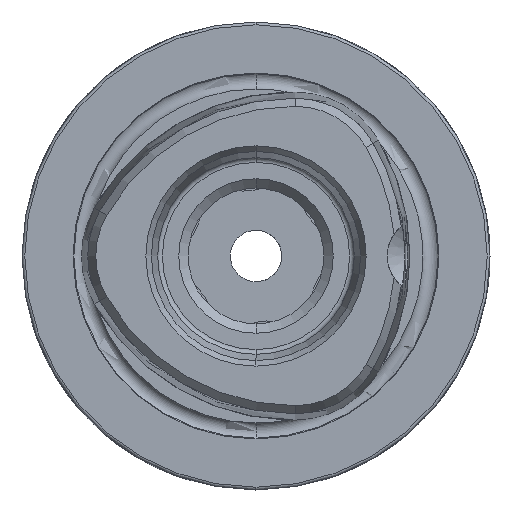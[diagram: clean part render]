
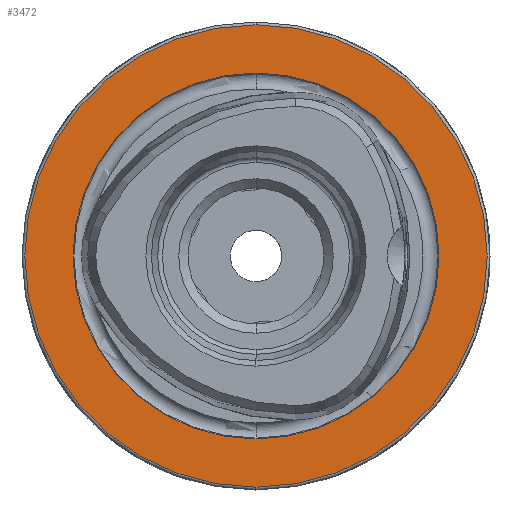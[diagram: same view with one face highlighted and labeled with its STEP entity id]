
A CAD part, left-side view. The second image highlights one B-rep face of the part: STEP entity #3472.
In plain terms, the highlighted planar face has unit normal (-1, 0, 0).
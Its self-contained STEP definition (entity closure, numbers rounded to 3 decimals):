
#48 = DIRECTION ( 'NONE',  ( 0., 0., 1. ) ) ;
#119 = ORIENTED_EDGE ( 'NONE', *, *, #4441, .T. ) ;
#140 = DIRECTION ( 'NONE',  ( 1., 0., 0. ) ) ;
#589 = EDGE_CURVE ( 'NONE', #3283, #1857, #6988, .T. ) ;
#620 = PLANE ( 'NONE',  #1217 ) ;
#633 = CARTESIAN_POINT ( 'NONE',  ( 0., 0., 0. ) ) ;
#745 = CIRCLE ( 'NONE', #2887, 19.55 ) ;
#1001 = ORIENTED_EDGE ( 'NONE', *, *, #1782, .F. ) ;
#1217 = AXIS2_PLACEMENT_3D ( 'NONE', #5230, #140, #2418 ) ;
#1338 = AXIS2_PLACEMENT_3D ( 'NONE', #633, #1669, #2752 ) ;
#1374 = VERTEX_POINT ( 'NONE', #4113 ) ;
#1669 = DIRECTION ( 'NONE',  ( -1., 0., 0. ) ) ;
#1740 = DIRECTION ( 'NONE',  ( -1., 0., 0. ) ) ;
#1782 = EDGE_CURVE ( 'NONE', #1857, #3283, #745, .T. ) ;
#1857 = VERTEX_POINT ( 'NONE', #3090 ) ;
#1931 = VERTEX_POINT ( 'NONE', #3699 ) ;
#2418 = DIRECTION ( 'NONE',  ( 0., 0., -1. ) ) ;
#2752 = DIRECTION ( 'NONE',  ( 0., 0., 1. ) ) ;
#2887 = AXIS2_PLACEMENT_3D ( 'NONE', #5314, #3468, #4680 ) ;
#3061 = ORIENTED_EDGE ( 'NONE', *, *, #4059, .T. ) ;
#3090 = CARTESIAN_POINT ( 'NONE',  ( 0., 0., 19.55 ) ) ;
#3283 = VERTEX_POINT ( 'NONE', #5640 ) ;
#3343 = CARTESIAN_POINT ( 'NONE',  ( 0., 0., 0. ) ) ;
#3468 = DIRECTION ( 'NONE',  ( -1., 0., 0. ) ) ;
#3472 = ADVANCED_FACE ( 'NONE', ( #6460, #5753 ), #620, .F. ) ;
#3582 = AXIS2_PLACEMENT_3D ( 'NONE', #3343, #1740, #4023 ) ;
#3699 = CARTESIAN_POINT ( 'NONE',  ( 0., 0., 24.7 ) ) ;
#4023 = DIRECTION ( 'NONE',  ( 0., 0., 1. ) ) ;
#4059 = EDGE_CURVE ( 'NONE', #1374, #1931, #4565, .T. ) ;
#4113 = CARTESIAN_POINT ( 'NONE',  ( 0., 0., -24.7 ) ) ;
#4441 = EDGE_CURVE ( 'NONE', #1931, #1374, #4895, .T. ) ;
#4565 = CIRCLE ( 'NONE', #1338, 24.7 ) ;
#4680 = DIRECTION ( 'NONE',  ( 0., 0., 1. ) ) ;
#4895 = CIRCLE ( 'NONE', #3582, 24.7 ) ;
#5203 = DIRECTION ( 'NONE',  ( -1., 0., 0. ) ) ;
#5230 = CARTESIAN_POINT ( 'NONE',  ( 0., 19.55, 0. ) ) ;
#5241 = CARTESIAN_POINT ( 'NONE',  ( 0., 0., 0. ) ) ;
#5314 = CARTESIAN_POINT ( 'NONE',  ( 0., 0., 0. ) ) ;
#5640 = CARTESIAN_POINT ( 'NONE',  ( 0., 0., -19.55 ) ) ;
#5729 = EDGE_LOOP ( 'NONE', ( #1001, #6172 ) ) ;
#5753 = FACE_OUTER_BOUND ( 'NONE', #6335, .T. ) ;
#5841 = AXIS2_PLACEMENT_3D ( 'NONE', #5241, #5203, #48 ) ;
#6172 = ORIENTED_EDGE ( 'NONE', *, *, #589, .F. ) ;
#6335 = EDGE_LOOP ( 'NONE', ( #119, #3061 ) ) ;
#6460 = FACE_BOUND ( 'NONE', #5729, .T. ) ;
#6988 = CIRCLE ( 'NONE', #5841, 19.55 ) ;
